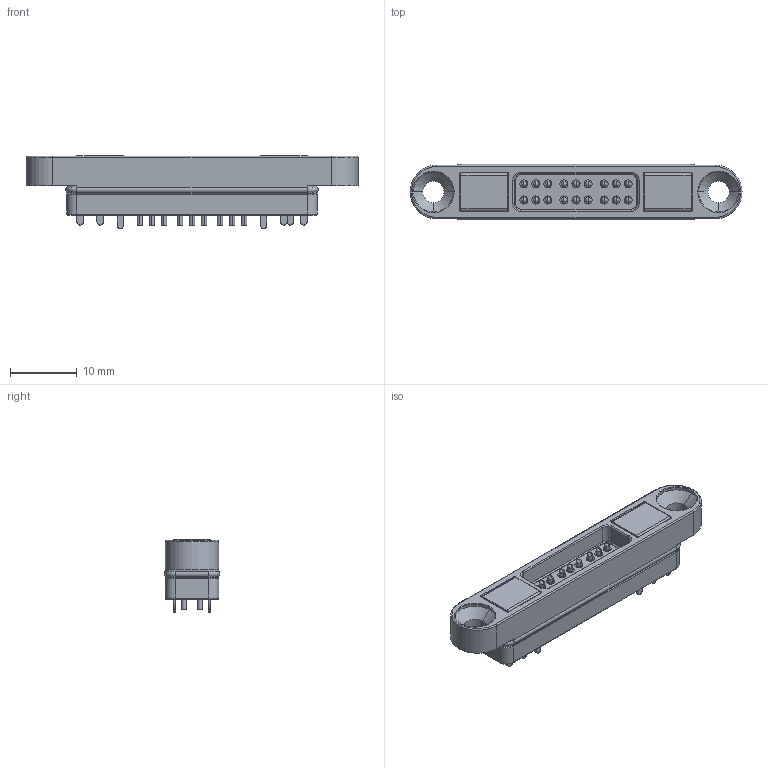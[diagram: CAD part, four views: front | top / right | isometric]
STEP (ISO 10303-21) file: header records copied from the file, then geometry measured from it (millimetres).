
FILE_DESCRIPTION (( 'STEP AP214' ), '1' );
FILE_NAME ('685A1821220113Q.STEP', '2023-04-25T17:05:06', ( '' ), ( '' ), 'SwSTEP 2.0', 'SolidWorks 2020', '' );
FILE_SCHEMA (( 'AUTOMOTIVE_DESIGN' ));
Length unit declared in the file: millimetre
Products named in the file (1): 685A1821220113Q
Bounding box: 49.6 x 8.3 x 10.9 mm (x, y, z)
Volume: 2770.8 mm3; surface area: 3560 mm2
Topology: 3 solids, 4 shells, 753 faces, 1778 edges, 1084 vertices
Faces by surface type: cylinder 388, plane 241, sphere 60, torus 58, cone 6
Entity records: 29884 total; most frequent: DIRECTION 4125, CARTESIAN_POINT 3592, ORIENTED_EDGE 3508, EDGE_CURVE 1754, AXIS2_PLACEMENT_3D 1617, VERTEX_POINT 1084, VECTOR 891, LINE 891
